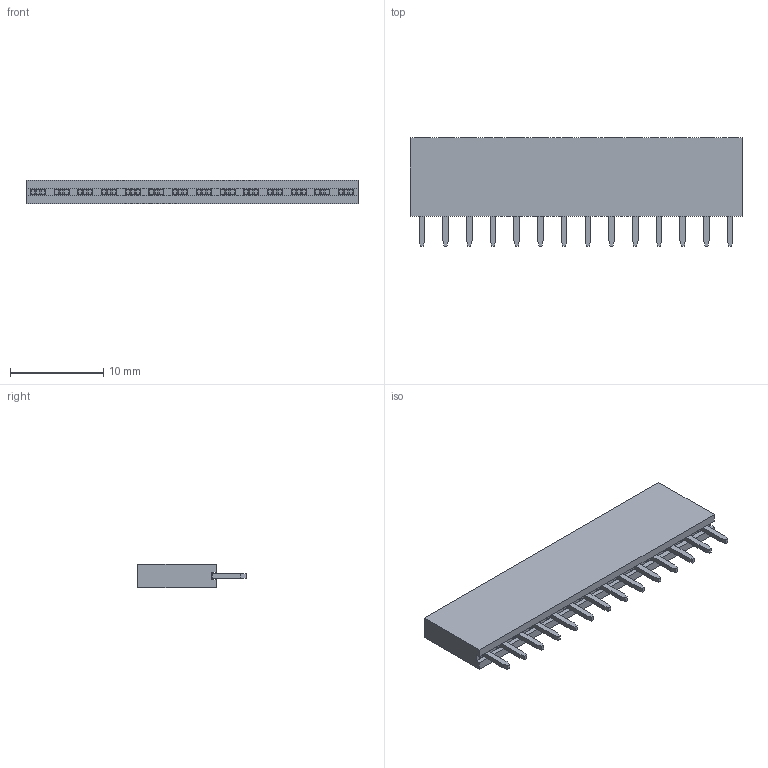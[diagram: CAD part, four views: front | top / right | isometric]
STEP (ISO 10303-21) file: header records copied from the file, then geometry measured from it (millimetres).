
FILE_DESCRIPTION((''),'2;1');
FILE_NAME('PBS-14.stp','2019-11-02T10:49:19',('Shuvalov'),(''),'Autodesk Inventor 2011','Autodesk Inventor 2011','');
FILE_SCHEMA(('CONFIG_CONTROL_DESIGN'));
Length unit declared in the file: millimetre
Products named in the file (1): PBS-14
Bounding box: 35.56 x 11.6 x 2.54 mm (x, y, z)
Volume: 696.7 mm3; surface area: 1319.9 mm2
Topology: 15 solids, 15 shells, 430 faces, 1060 edges, 688 vertices
Faces by surface type: plane 374, cylinder 56
Entity records: 12752 total; most frequent: CARTESIAN_POINT 2179, ORIENTED_EDGE 2120, DIRECTION 2034, EDGE_CURVE 1060, VECTOR 948, LINE 948, VERTEX_POINT 688, AXIS2_PLACEMENT_3D 543
